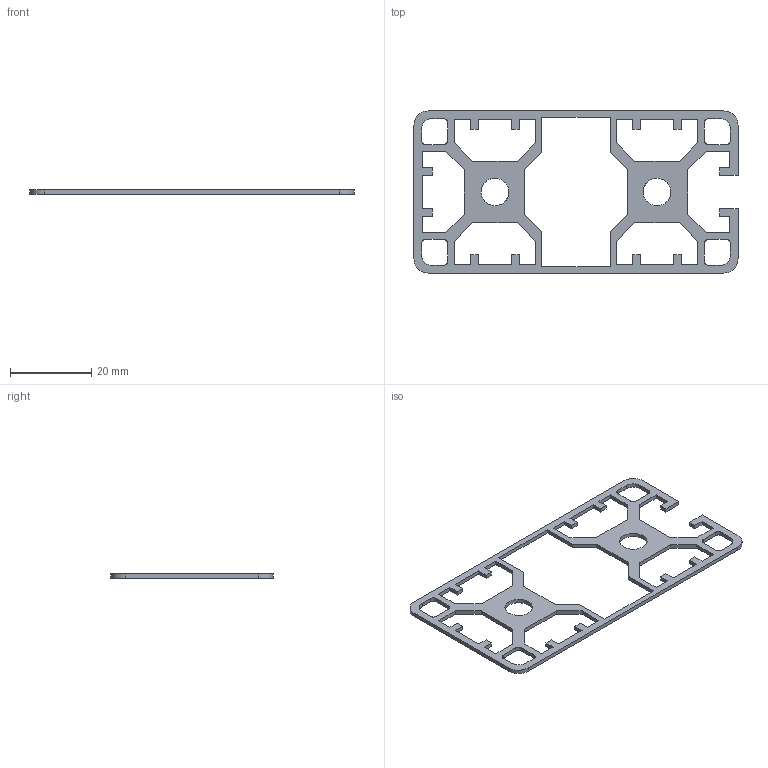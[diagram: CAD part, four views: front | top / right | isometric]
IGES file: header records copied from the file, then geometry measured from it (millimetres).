
Global section: file name: SP568_extern; native system: Autodesk Inventor 2017; preprocessor: unknown; date: 20170119.095342; units: millimetre
Bounding box: 80 x 40 x 1 mm (x, y, z)
Volume: 1117.4 mm3; surface area: 3100.5 mm2
Topology: 1 solids, 1 shells, 140 faces, 416 edges, 278 vertices
Faces by surface type: bspline 140
